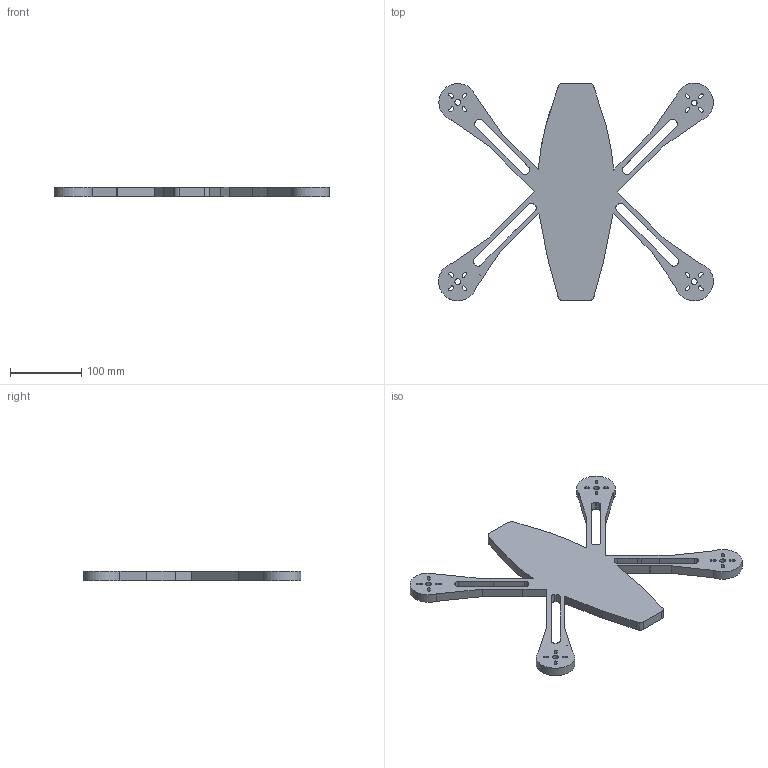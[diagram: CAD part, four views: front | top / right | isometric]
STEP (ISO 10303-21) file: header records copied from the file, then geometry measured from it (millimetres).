
FILE_DESCRIPTION(/* description */ (''),/* implementation_level */ '2;1');
FILE_NAME(/* name */ 'DroneFrameBottom.step',/* time_stamp */ '2025-05-24T19:49:15-07:00',/* author */ (''),/* organization */ (''),/* preprocessor_version */ 'ST-DEVELOPER v20.1',/* originating_system */ 'Autodesk Translation Framework v14.4.0.0',/* authorisation */ '');
FILE_SCHEMA (('AUTOMOTIVE_DESIGN { 1 0 10303 214 3 1 1 }'));
Length unit declared in the file: millimetre
Products named in the file (1): DroneFrameBottom
Bounding box: 384.67 x 304.8 x 12.7 mm (x, y, z)
Volume: 563252.8 mm3; surface area: 134488.9 mm2
Topology: 4 solids, 4 shells, 268 faces, 737 edges, 481 vertices
Faces by surface type: plane 122, cylinder 98, bspline 32, torus 16
Full cylindrical faces by diameter (mm): 8 x4
Entity records: 9988 total; most frequent: CARTESIAN_POINT 3198, ORIENTED_EDGE 1474, DIRECTION 1318, EDGE_CURVE 737, VERTEX_POINT 481, LINE 444, VECTOR 444, AXIS2_PLACEMENT_3D 437
